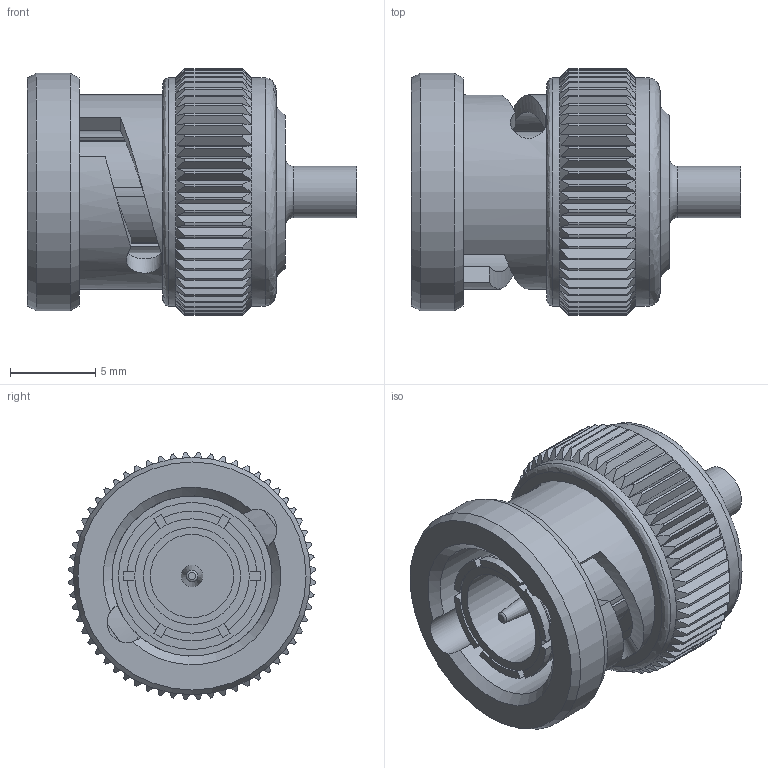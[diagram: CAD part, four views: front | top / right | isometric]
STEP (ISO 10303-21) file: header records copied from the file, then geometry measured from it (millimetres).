
FILE_DESCRIPTION (( 'STEP AP203' ), '1' );
FILE_NAME ('PE4651_3D.step', '2021-04-28T15:03:36', ( '' ), ( '' ), 'SwSTEP 2.0', 'SolidWorks 2020', '' );
FILE_SCHEMA (( 'CONFIG_CONTROL_DESIGN' ));
Length unit declared in the file: inch
Products named in the file (1): PE4651_3D
Bounding box: 19.3 x 14.46 x 14.46 mm (x, y, z)
Volume: 1430 mm3; surface area: 1974.4 mm2
Topology: 1 solids, 2 shells, 415 faces, 950 edges, 547 vertices
Faces by surface type: plane 170, cone 132, cylinder 101, bspline 10, torus 2
Full cylindrical faces by diameter (mm): 1.27 x1, 2.184 x1, 2.311 x1, 3.023 x1, 4.877 x1, 5.69 x1, 8.621 x1, 9.395 x1, 9.991 x1, 11.395 x1, 11.515 x1, 13.38 x2, 13.922 x1
Entity records: 12707 total; most frequent: CARTESIAN_POINT 3857, ORIENTED_EDGE 1840, DIRECTION 1782, EDGE_CURVE 920, AXIS2_PLACEMENT_3D 739, VERTEX_POINT 540, EDGE_LOOP 448, FACE_OUTER_BOUND 432
